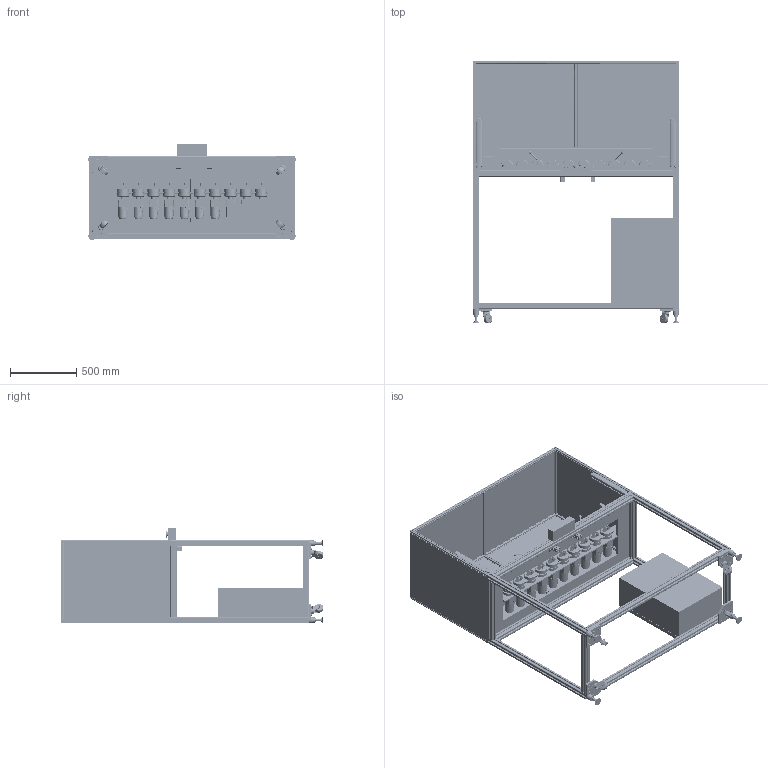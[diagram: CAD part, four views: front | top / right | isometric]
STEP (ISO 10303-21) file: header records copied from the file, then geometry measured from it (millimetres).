
FILE_DESCRIPTION(('FreeCAD Model'),'2;1');
FILE_NAME('Open CASCADE Shape Model','2025-05-08T05:33:55',('FreeCAD'),( 'FreeCAD'),'Open CASCADE STEP processor 7.6','FreeCAD','Unknown');
FILE_SCHEMA(('AUTOMOTIVE_DESIGN { 1 0 10303 214 1 1 1 1 }'));
Products named in the file (1): Open CASCADE STEP translator 7.6 1
Bounding box: 1560.86 x 1977.3 x 722.62 mm (x, y, z)
Volume: 138197421.3 mm3; surface area: 21401216.6 mm2
Topology: 196 solids, 216 shells, 8989 faces, 23478 edges, 15354 vertices
Faces by surface type: bspline 8989
Entity records: 293838 total; most frequent: CARTESIAN_POINT 156633, ORIENTED_EDGE 46860, EDGE_CURVE 23430, B_SPLINE_CURVE_WITH_KNOTS 16548, VERTEX_POINT 15354, FACE_BOUND 10230, EDGE_LOOP 10230, ADVANCED_FACE 8989
